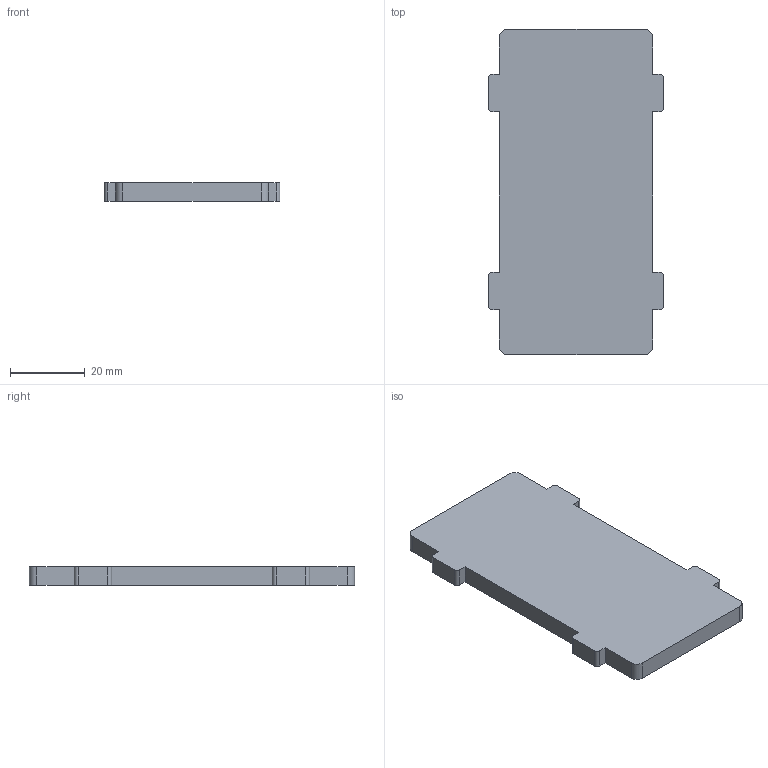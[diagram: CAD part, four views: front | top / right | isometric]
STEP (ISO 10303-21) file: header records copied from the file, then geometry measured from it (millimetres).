
FILE_DESCRIPTION (( 'STEP AP203' ), '1' );
FILE_NAME ('4229-50-30-15_REV_.step', '2026-01-09T02:43:38', ( '' ), ( '' ), 'SwSTEP 2.0', 'SolidWorks 2025', '' );
FILE_SCHEMA (( 'CONFIG_CONTROL_DESIGN' ));
Length unit declared in the file: millimetre
Products named in the file (1): 4229-50-30-15_REV_
Bounding box: 47 x 87 x 5 mm (x, y, z)
Volume: 18409.2 mm3; surface area: 8729.4 mm2
Topology: 1 solids, 1 shells, 34 faces, 96 edges, 64 vertices
Faces by surface type: plane 22, cylinder 12
Entity records: 1165 total; most frequent: CARTESIAN_POINT 211, ORIENTED_EDGE 192, DIRECTION 174, EDGE_CURVE 96, VERTEX_POINT 64, AXIS2_PLACEMENT_3D 59, LINE 56, VECTOR 56
